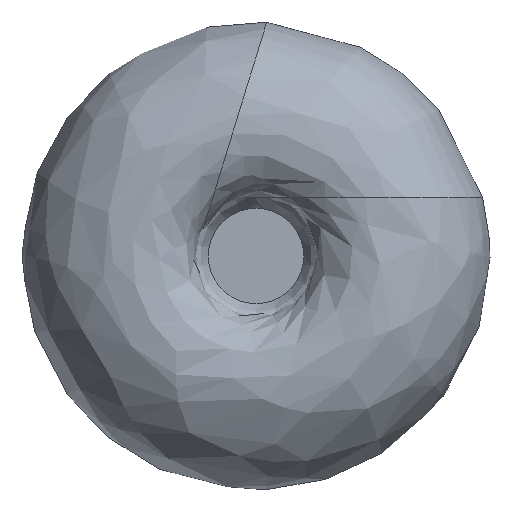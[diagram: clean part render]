
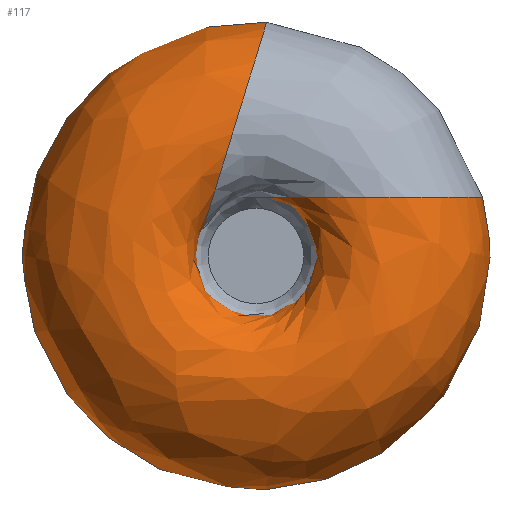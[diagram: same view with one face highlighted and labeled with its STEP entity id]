
A CAD part, left-side view. The second image highlights one B-rep face of the part: STEP entity #117.
In plain terms, the highlighted free-form (B-spline) face has degree [3, 3] with [7, 7] control points.
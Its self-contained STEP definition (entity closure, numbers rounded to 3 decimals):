
#32=(
BOUNDED_SURFACE()
B_SPLINE_SURFACE(3,3,((#462,#463,#464,#465,#466,#467,#468),(#469,#470,#471,
#472,#473,#474,#475),(#476,#477,#478,#479,#480,#481,#482),(#483,#484,#485,
#486,#487,#488,#489),(#490,#491,#492,#493,#494,#495,#496),(#497,#498,#499,
#500,#501,#502,#503),(#504,#505,#506,#507,#508,#509,#510)),
 .UNSPECIFIED.,.T.,.F.,.F.)
B_SPLINE_SURFACE_WITH_KNOTS((1,3,3,3,1),(4,3,4),(-0.5,0.,0.5,1.,1.5),(0.,
0.5,1.),.UNSPECIFIED.)
GEOMETRIC_REPRESENTATION_ITEM()
RATIONAL_B_SPLINE_SURFACE(((1.,0.542,0.542,1.,0.542,
0.542,1.),(0.333,0.181,0.181,
0.333,0.181,0.181,0.333),
(0.333,0.181,0.181,0.333,
0.181,0.181,0.333),(1.,0.542,
0.542,1.,0.542,0.542,1.),(0.333,
0.181,0.181,0.333,0.181,
0.181,0.333),(0.333,0.181,
0.181,0.333,0.181,0.181,
0.333),(1.,0.542,0.542,1.,0.542,
0.542,1.)))
REPRESENTATION_ITEM('')
SURFACE()
);
#97=FACE_BOUND('',#154,.T.);
#98=FACE_BOUND('',#155,.T.);
#117=ADVANCED_FACE('',(#97,#98),#32,.F.);
#154=EDGE_LOOP('',(#188));
#155=EDGE_LOOP('',(#189));
#188=ORIENTED_EDGE('',*,*,#224,.T.);
#189=ORIENTED_EDGE('',*,*,#225,.T.);
#207=VERTEX_POINT('',#459);
#208=VERTEX_POINT('',#461);
#224=EDGE_CURVE('',#207,#207,#241,.T.);
#225=EDGE_CURVE('',#208,#208,#242,.T.);
#241=CIRCLE('',#274,5.);
#242=CIRCLE('',#275,5.);
#274=AXIS2_PLACEMENT_3D('',#458,#339,#340);
#275=AXIS2_PLACEMENT_3D('',#460,#341,#342);
#339=DIRECTION('',(0.,0.956,0.294));
#340=DIRECTION('',(1.,0.,0.));
#341=DIRECTION('',(0.,0.,-1.));
#342=DIRECTION('',(1.,0.,0.));
#458=CARTESIAN_POINT('',(5.,1.012,5.21));
#459=CARTESIAN_POINT('',(10.,1.012,5.21));
#460=CARTESIAN_POINT('',(5.,-4.682,2.5));
#461=CARTESIAN_POINT('',(10.,-4.682,2.5));
#462=CARTESIAN_POINT('',(10.,-4.682,2.5));
#463=CARTESIAN_POINT('',(10.,-7.603,-2.971));
#464=CARTESIAN_POINT('',(10.,-3.32,-7.458));
#465=CARTESIAN_POINT('',(10.,2.281,-4.792));
#466=CARTESIAN_POINT('',(10.,7.881,-2.127));
#467=CARTESIAN_POINT('',(10.,7.101,4.027));
#468=CARTESIAN_POINT('',(10.,1.012,5.21));
#469=CARTESIAN_POINT('',(10.,5.318,2.5));
#470=CARTESIAN_POINT('',(10.,2.397,8.716));
#471=CARTESIAN_POINT('',(10.,-4.421,7.884));
#472=CARTESIAN_POINT('',(10.,-5.763,1.149));
#473=CARTESIAN_POINT('',(10.,-7.106,-5.587));
#474=CARTESIAN_POINT('',(10.,-1.128,-8.968));
#475=CARTESIAN_POINT('',(10.,3.954,-4.348));
#476=CARTESIAN_POINT('',(0.,5.318,2.5));
#477=CARTESIAN_POINT('',(0.,2.397,8.716));
#478=CARTESIAN_POINT('',(0.,-4.421,7.884));
#479=CARTESIAN_POINT('',(0.,-5.763,1.149));
#480=CARTESIAN_POINT('',(0.,-7.106,-5.587));
#481=CARTESIAN_POINT('',(0.,-1.128,-8.968));
#482=CARTESIAN_POINT('',(0.,3.954,-4.348));
#483=CARTESIAN_POINT('',(0.,-4.682,2.5));
#484=CARTESIAN_POINT('',(0.,-7.603,-2.971));
#485=CARTESIAN_POINT('',(0.,-3.32,-7.458));
#486=CARTESIAN_POINT('',(0.,2.281,-4.792));
#487=CARTESIAN_POINT('',(0.,7.881,-2.127));
#488=CARTESIAN_POINT('',(0.,7.101,4.027));
#489=CARTESIAN_POINT('',(0.,1.012,5.21));
#490=CARTESIAN_POINT('',(0.,-14.682,2.5));
#491=CARTESIAN_POINT('',(0.,-17.603,-14.659));
#492=CARTESIAN_POINT('',(0.,-2.219,-22.8));
#493=CARTESIAN_POINT('',(0.,10.325,-10.733));
#494=CARTESIAN_POINT('',(0.,22.869,1.333));
#495=CARTESIAN_POINT('',(0.,15.33,17.022));
#496=CARTESIAN_POINT('',(0.,-1.929,14.768));
#497=CARTESIAN_POINT('',(10.,-14.682,2.5));
#498=CARTESIAN_POINT('',(10.,-17.603,-14.659));
#499=CARTESIAN_POINT('',(10.,-2.219,-22.8));
#500=CARTESIAN_POINT('',(10.,10.325,-10.733));
#501=CARTESIAN_POINT('',(10.,22.869,1.333));
#502=CARTESIAN_POINT('',(10.,15.33,17.022));
#503=CARTESIAN_POINT('',(10.,-1.929,14.768));
#504=CARTESIAN_POINT('',(10.,-4.682,2.5));
#505=CARTESIAN_POINT('',(10.,-7.603,-2.971));
#506=CARTESIAN_POINT('',(10.,-3.32,-7.458));
#507=CARTESIAN_POINT('',(10.,2.281,-4.792));
#508=CARTESIAN_POINT('',(10.,7.881,-2.127));
#509=CARTESIAN_POINT('',(10.,7.101,4.027));
#510=CARTESIAN_POINT('',(10.,1.012,5.21));
